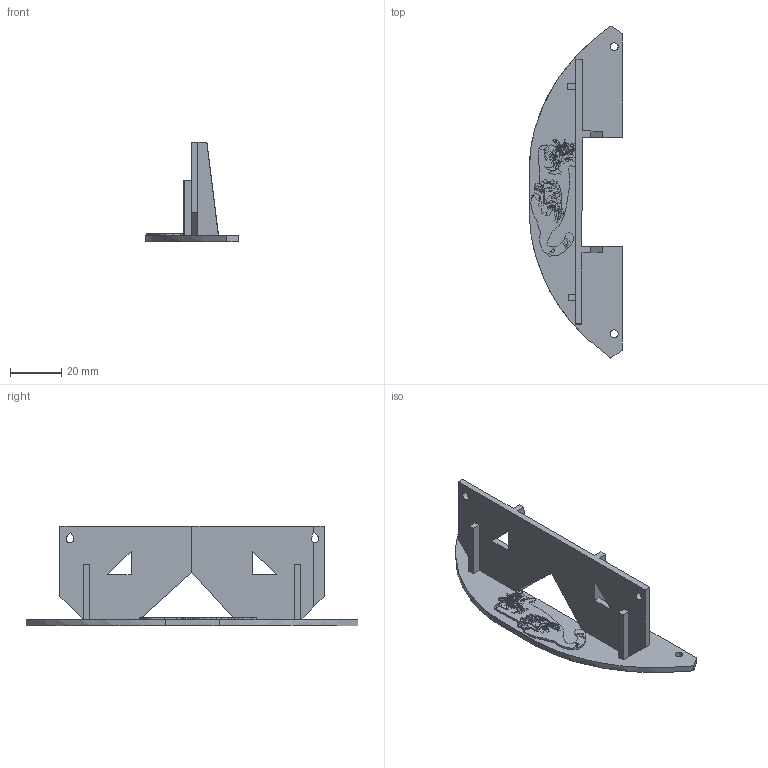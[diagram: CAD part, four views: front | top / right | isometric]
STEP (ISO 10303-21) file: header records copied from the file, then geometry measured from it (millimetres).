
FILE_DESCRIPTION(/* description */ (''),/* implementation_level */ '2;1');
FILE_NAME(/* name */ 'TobyFur_BackArmor.step',/* time_stamp */ '2020-11-14T01:12:53-07:00',/* author */ (''),/* organization */ (''),/* preprocessor_version */ 'ST-DEVELOPER v18.1',/* originating_system */ 'Autodesk Translation Framework v9.3.0.1241',/* authorisation */ '');
FILE_SCHEMA (('AUTOMOTIVE_DESIGN { 1 0 10303 214 3 1 1 }'));
Length unit declared in the file: millimetre
Products named in the file (1): TobyFur_1
Bounding box: 36.46 x 129.54 x 39 mm (x, y, z)
Volume: 16398.3 mm3; surface area: 15530.1 mm2
Topology: 1 solids, 1 shells, 1294 faces, 3728 edges, 2447 vertices
Faces by surface type: plane 1147, bspline 142, cylinder 5
Full cylindrical faces by diameter (mm): 3 x2
Entity records: 41853 total; most frequent: CARTESIAN_POINT 8976, ORIENTED_EDGE 7456, DIRECTION 5758, EDGE_CURVE 3728, LINE 3428, VECTOR 3428, VERTEX_POINT 2447, EDGE_LOOP 1338
